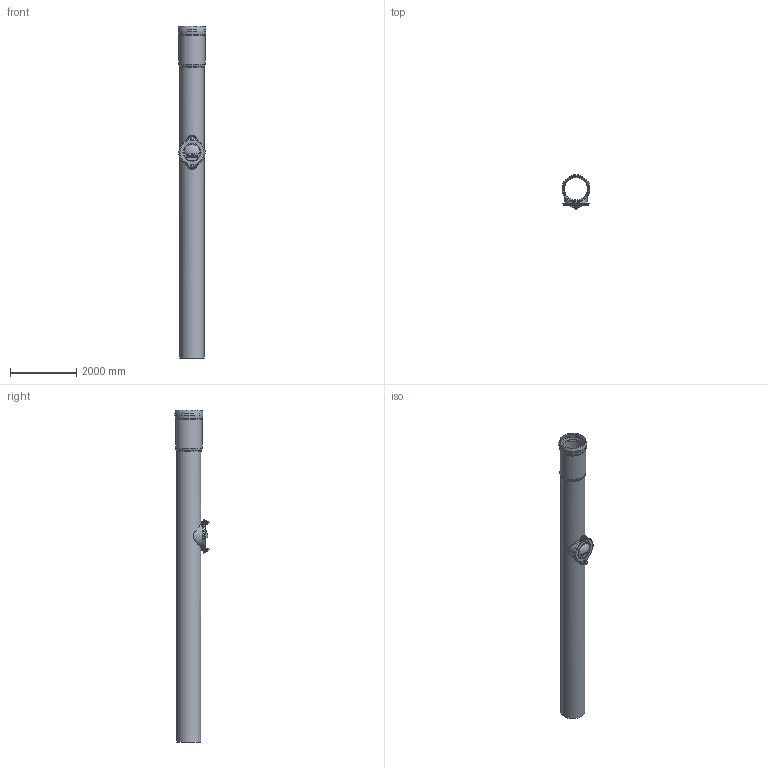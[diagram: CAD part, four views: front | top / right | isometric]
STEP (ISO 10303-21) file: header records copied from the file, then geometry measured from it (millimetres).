
FILE_DESCRIPTION(/* description */ (''),/* implementation_level */ '2;1');
FILE_NAME(/* name */ '55103.070X_3D.stp',/* time_stamp */ '2024-12-12T09:30:44+01:00',/* author */ ('CAD'),/* organization */ (''),/* preprocessor_version */ 'ST-DEVELOPER v20',/* originating_system */ 'AutoCAD Mechanical',/* authorisation */ '');
FILE_SCHEMA (('AUTOMOTIVE_DESIGN { 1 0 10303 214 3 1 1 }'));
Length unit declared in the file: centimetre
Products named in the file (2): Product; *S0
Assembly tree (1 placements, depth 2):
  Product
    *S0
Bounding box: 842 x 1031 x 10000 mm (x, y, z)
Volume: 386012801.5 mm3; surface area: 47857301.2 mm2
Topology: 8 solids, 8 shells, 173 faces, 404 edges, 246 vertices
Faces by surface type: cone 69, plane 37, cylinder 28, torus 17, bspline 13, sphere 9
Full cylindrical faces by diameter (mm): 49.17 x2, 60 x2, 70 x2, 95 x2, 560 x1, 650 x1, 682 x1, 698 x1, 730 x1, 740 x1, 760 x1, 792 x1, 810 x1, 842 x1
Entity records: 15630 total; most frequent: CARTESIAN_POINT 11657, DIRECTION 848, ORIENTED_EDGE 798, EDGE_CURVE 399, AXIS2_PLACEMENT_3D 365, VERTEX_POINT 246, CIRCLE 197, EDGE_LOOP 195
